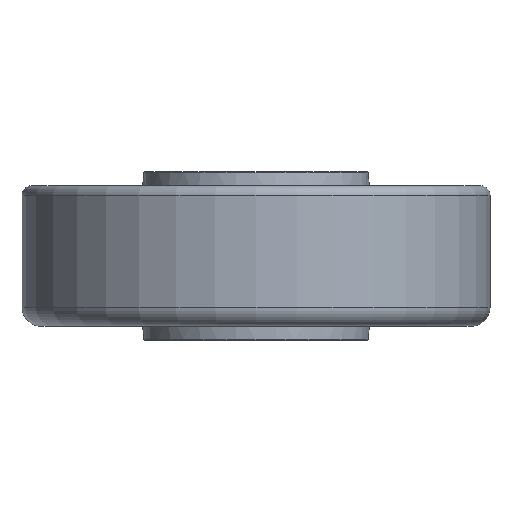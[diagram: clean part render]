
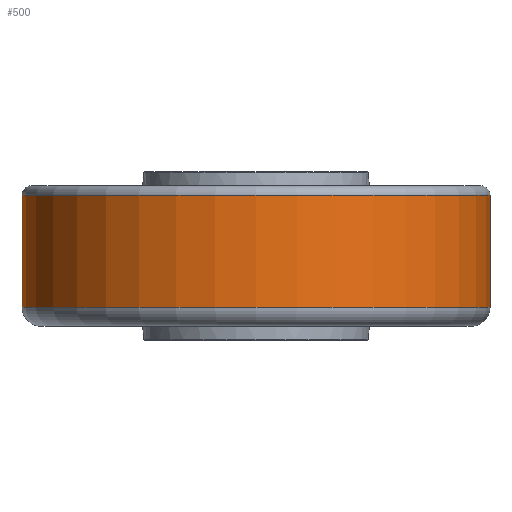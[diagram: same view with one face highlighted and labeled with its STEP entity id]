
A CAD part, front view. The second image highlights one B-rep face of the part: STEP entity #500.
In plain terms, the highlighted cylindrical face has radius 50 mm (diameter 100 mm), a partial arc.
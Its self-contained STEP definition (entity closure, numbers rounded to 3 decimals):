
#7 = DIRECTION ( 'NONE',  ( 1., 0., 0. ) ) ;
#11 = CARTESIAN_POINT ( 'NONE',  ( -50., 0., -11. ) ) ;
#208 = DIRECTION ( 'NONE',  ( -1., 0., 0. ) ) ;
#224 = DIRECTION ( 'NONE',  ( 0., 0., 1. ) ) ;
#234 = CARTESIAN_POINT ( 'NONE',  ( 50., 0., -11. ) ) ;
#243 = LINE ( 'NONE', #1266, #1851 ) ;
#257 = AXIS2_PLACEMENT_3D ( 'NONE', #858, #1299, #7 ) ;
#335 = DIRECTION ( 'NONE',  ( 1., 0., 0. ) ) ;
#341 = ORIENTED_EDGE ( 'NONE', *, *, #719, .F. ) ;
#349 = CARTESIAN_POINT ( 'NONE',  ( 50., 0., 13. ) ) ;
#404 = VERTEX_POINT ( 'NONE', #978 ) ;
#414 = VERTEX_POINT ( 'NONE', #11 ) ;
#434 = ORIENTED_EDGE ( 'NONE', *, *, #514, .T. ) ;
#458 = ORIENTED_EDGE ( 'NONE', *, *, #1607, .T. ) ;
#499 = LINE ( 'NONE', #926, #734 ) ;
#500 = ADVANCED_FACE ( 'NONE', ( #1335 ), #1455, .T. ) ;
#514 = EDGE_CURVE ( 'NONE', #414, #1204, #581, .T. ) ;
#581 = CIRCLE ( 'NONE', #794, 50. ) ;
#664 = DIRECTION ( 'NONE',  ( 0., 0., 1. ) ) ;
#719 = EDGE_CURVE ( 'NONE', #414, #404, #499, .T. ) ;
#734 = VECTOR ( 'NONE', #1362, 1000. ) ;
#757 = VERTEX_POINT ( 'NONE', #349 ) ;
#794 = AXIS2_PLACEMENT_3D ( 'NONE', #1055, #224, #208 ) ;
#858 = CARTESIAN_POINT ( 'NONE',  ( 0., 0., 13. ) ) ;
#882 = CIRCLE ( 'NONE', #257, 50. ) ;
#926 = CARTESIAN_POINT ( 'NONE',  ( -50., 0., 0. ) ) ;
#978 = CARTESIAN_POINT ( 'NONE',  ( -50., 0., 13. ) ) ;
#1020 = CARTESIAN_POINT ( 'NONE',  ( 0., 0., 0. ) ) ;
#1055 = CARTESIAN_POINT ( 'NONE',  ( 0., 0., -11. ) ) ;
#1127 = AXIS2_PLACEMENT_3D ( 'NONE', #1020, #1678, #335 ) ;
#1156 = EDGE_LOOP ( 'NONE', ( #341, #434, #1724, #458 ) ) ;
#1204 = VERTEX_POINT ( 'NONE', #234 ) ;
#1266 = CARTESIAN_POINT ( 'NONE',  ( 50., 0., 0. ) ) ;
#1299 = DIRECTION ( 'NONE',  ( 0., 0., -1. ) ) ;
#1335 = FACE_OUTER_BOUND ( 'NONE', #1156, .T. ) ;
#1362 = DIRECTION ( 'NONE',  ( 0., 0., 1. ) ) ;
#1455 = CYLINDRICAL_SURFACE ( 'NONE', #1127, 50. ) ;
#1533 = EDGE_CURVE ( 'NONE', #1204, #757, #243, .T. ) ;
#1607 = EDGE_CURVE ( 'NONE', #757, #404, #882, .T. ) ;
#1678 = DIRECTION ( 'NONE',  ( 0., 0., 1. ) ) ;
#1724 = ORIENTED_EDGE ( 'NONE', *, *, #1533, .T. ) ;
#1851 = VECTOR ( 'NONE', #664, 1000. ) ;
